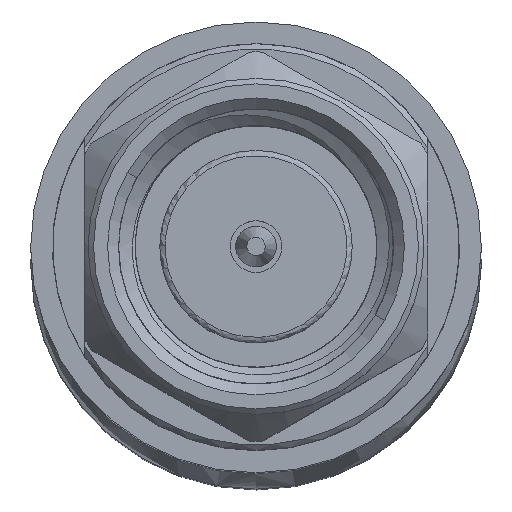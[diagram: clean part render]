
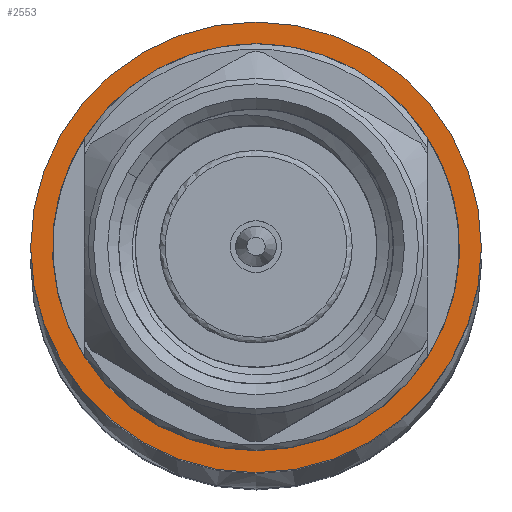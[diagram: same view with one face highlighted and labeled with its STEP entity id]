
A CAD part, top view. The second image highlights one B-rep face of the part: STEP entity #2553.
In plain terms, the highlighted face is planar.
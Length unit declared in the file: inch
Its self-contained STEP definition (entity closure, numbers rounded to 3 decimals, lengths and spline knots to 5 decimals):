
#84 = CIRCLE ( 'NONE', #2387, 0.185 ) ;
#87 = CIRCLE ( 'NONE', #3913, 0.205 ) ;
#328 = EDGE_CURVE ( 'NONE', #1139, #1139, #87, .T. ) ;
#335 = VERTEX_POINT ( 'NONE', #3363 ) ;
#1069 = DIRECTION ( 'NONE',  ( 0., 1., 0. ) ) ;
#1110 = DIRECTION ( 'NONE',  ( 0., -1., 0. ) ) ;
#1139 = VERTEX_POINT ( 'NONE', #1763 ) ;
#1285 = EDGE_LOOP ( 'NONE', ( #1444 ) ) ;
#1416 = CARTESIAN_POINT ( 'NONE',  ( 0.52004, 0., 0. ) ) ;
#1444 = ORIENTED_EDGE ( 'NONE', *, *, #328, .F. ) ;
#1516 = AXIS2_PLACEMENT_3D ( 'NONE', #1752, #1714, #4072 ) ;
#1714 = DIRECTION ( 'NONE',  ( -1., 0., 0. ) ) ;
#1752 = CARTESIAN_POINT ( 'NONE',  ( 0.52004, 0., 0. ) ) ;
#1763 = CARTESIAN_POINT ( 'NONE',  ( 0.52004, 0.205, 0. ) ) ;
#2038 = ORIENTED_EDGE ( 'NONE', *, *, #2527, .T. ) ;
#2119 = FACE_BOUND ( 'NONE', #3026, .T. ) ;
#2387 = AXIS2_PLACEMENT_3D ( 'NONE', #2639, #3280, #1110 ) ;
#2469 = FACE_OUTER_BOUND ( 'NONE', #1285, .T. ) ;
#2527 = EDGE_CURVE ( 'NONE', #335, #335, #84, .T. ) ;
#2553 = ADVANCED_FACE ( 'NONE', ( #2119, #2469 ), #3271, .T. ) ;
#2639 = CARTESIAN_POINT ( 'NONE',  ( 0.52004, 0., 0. ) ) ;
#2930 = DIRECTION ( 'NONE',  ( 1., 0., 0. ) ) ;
#3026 = EDGE_LOOP ( 'NONE', ( #2038 ) ) ;
#3271 = PLANE ( 'NONE',  #1516 ) ;
#3280 = DIRECTION ( 'NONE',  ( 1., 0., 0. ) ) ;
#3363 = CARTESIAN_POINT ( 'NONE',  ( 0.52004, -0.185, 0. ) ) ;
#3913 = AXIS2_PLACEMENT_3D ( 'NONE', #1416, #2930, #1069 ) ;
#4072 = DIRECTION ( 'NONE',  ( 0., -1., 0. ) ) ;
